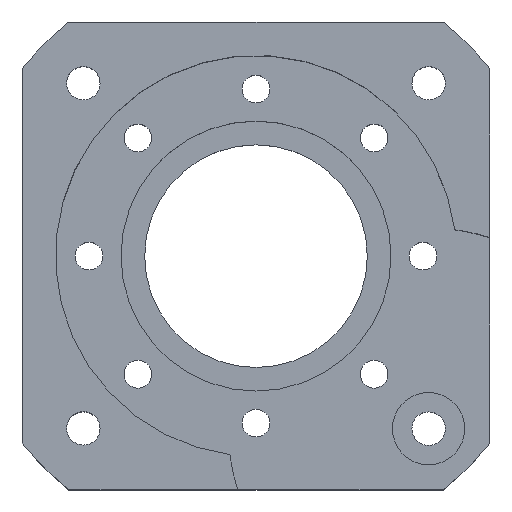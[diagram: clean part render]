
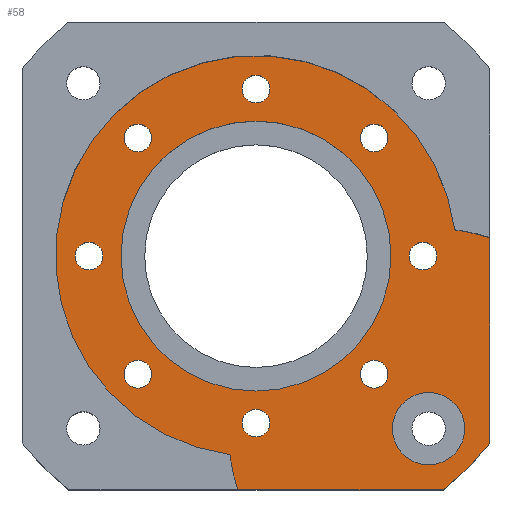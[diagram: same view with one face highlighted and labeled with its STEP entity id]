
A CAD part, top view. The second image highlights one B-rep face of the part: STEP entity #58.
In plain terms, the highlighted planar face has unit normal (0, 0, 1).
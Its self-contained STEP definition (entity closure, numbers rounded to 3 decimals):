
#58=ADVANCED_FACE('',(#118,#120,#122,#124,#126,#128,#130,#132,#134,#136,#138),#140,
.T.);
#118=FACE_BOUND('',#119,.T.);
#119=EDGE_LOOP('',(#666,#667,#668,#669,#670,#671));
#120=FACE_BOUND('',#121,.T.);
#121=EDGE_LOOP('',(#672));
#122=FACE_BOUND('',#123,.T.);
#123=EDGE_LOOP('',(#673));
#124=FACE_BOUND('',#125,.T.);
#125=EDGE_LOOP('',(#674));
#126=FACE_BOUND('',#127,.T.);
#127=EDGE_LOOP('',(#675));
#128=FACE_BOUND('',#129,.T.);
#129=EDGE_LOOP('',(#676));
#130=FACE_BOUND('',#131,.T.);
#131=EDGE_LOOP('',(#677));
#132=FACE_BOUND('',#133,.T.);
#133=EDGE_LOOP('',(#678));
#134=FACE_BOUND('',#135,.T.);
#135=EDGE_LOOP('',(#679));
#136=FACE_BOUND('',#137,.T.);
#137=EDGE_LOOP('',(#680));
#138=FACE_BOUND('',#139,.T.);
#139=EDGE_LOOP('',(#681));
#140=PLANE('',#141);
#141=AXIS2_PLACEMENT_3D('',#142,#143,#144);
#142=CARTESIAN_POINT('',(0.,0.,6.5));
#143=DIRECTION('',(0.,0.,1.));
#144=DIRECTION('',(1.,0.,0.));
#666=ORIENTED_EDGE('',*,*,#880,.T.);
#667=ORIENTED_EDGE('',*,*,#881,.T.);
#668=ORIENTED_EDGE('',*,*,#882,.F.);
#669=ORIENTED_EDGE('',*,*,#883,.F.);
#670=ORIENTED_EDGE('',*,*,#884,.F.);
#671=ORIENTED_EDGE('',*,*,#885,.T.);
#672=ORIENTED_EDGE('',*,*,#886,.T.);
#673=ORIENTED_EDGE('',*,*,#887,.T.);
#674=ORIENTED_EDGE('',*,*,#888,.T.);
#675=ORIENTED_EDGE('',*,*,#889,.T.);
#676=ORIENTED_EDGE('',*,*,#890,.T.);
#677=ORIENTED_EDGE('',*,*,#891,.T.);
#678=ORIENTED_EDGE('',*,*,#892,.T.);
#679=ORIENTED_EDGE('',*,*,#893,.T.);
#680=ORIENTED_EDGE('',*,*,#894,.F.);
#681=ORIENTED_EDGE('',*,*,#895,.T.);
#880=EDGE_CURVE('',#987,#988,#989,.T.);
#881=EDGE_CURVE('',#988,#990,#991,.T.);
#882=EDGE_CURVE('',#992,#990,#993,.T.);
#883=EDGE_CURVE('',#994,#992,#995,.F.);
#884=EDGE_CURVE('',#996,#994,#997,.T.);
#885=EDGE_CURVE('',#996,#987,#998,.T.);
#886=EDGE_CURVE('',#999,#999,#1000,.F.);
#887=EDGE_CURVE('',#1001,#1001,#1002,.F.);
#888=EDGE_CURVE('',#1003,#1003,#1004,.F.);
#889=EDGE_CURVE('',#1005,#1005,#1006,.F.);
#890=EDGE_CURVE('',#1007,#1007,#1008,.F.);
#891=EDGE_CURVE('',#1009,#1009,#1010,.F.);
#892=EDGE_CURVE('',#1011,#1011,#1012,.F.);
#893=EDGE_CURVE('',#1013,#1013,#1014,.F.);
#894=EDGE_CURVE('',#1015,#1015,#1016,.T.);
#895=EDGE_CURVE('',#1017,#1017,#1018,.F.);
#987=VERTEX_POINT('',#1181);
#988=VERTEX_POINT('',#1182);
#989=CIRCLE('',#1183,18.);
#990=VERTEX_POINT('',#1187);
#991=CIRCLE('',#1188,18.);
#992=VERTEX_POINT('',#1192);
#993=LINE('',#1193,#1194);
#994=VERTEX_POINT('',#1196);
#995=CIRCLE('',#1197,26.9);
#996=VERTEX_POINT('',#1201);
#997=LINE('',#1202,#1203);
#998=CIRCLE('',#1205,18.);
#999=VERTEX_POINT('',#1209);
#1000=CIRCLE('',#1210,1.25);
#1001=VERTEX_POINT('',#1214);
#1002=CIRCLE('',#1215,1.25);
#1003=VERTEX_POINT('',#1219);
#1004=CIRCLE('',#1220,1.25);
#1005=VERTEX_POINT('',#1224);
#1006=CIRCLE('',#1225,1.25);
#1007=VERTEX_POINT('',#1229);
#1008=CIRCLE('',#1230,1.25);
#1009=VERTEX_POINT('',#1234);
#1010=CIRCLE('',#1235,1.25);
#1011=VERTEX_POINT('',#1239);
#1012=CIRCLE('',#1240,1.25);
#1013=VERTEX_POINT('',#1244);
#1014=CIRCLE('',#1245,1.25);
#1015=VERTEX_POINT('',#1249);
#1016=CIRCLE('',#1250,3.25);
#1017=VERTEX_POINT('',#1254);
#1018=CIRCLE('',#1255,12.125);
#1181=CARTESIAN_POINT('',(17.846,2.346,6.5));
#1182=CARTESIAN_POINT('',(-2.346,-17.846,6.5));
#1183=AXIS2_PLACEMENT_3D('',#1184,#1185,#1186);
#1184=CARTESIAN_POINT('',(0.,0.,6.5));
#1185=DIRECTION('',(0.,0.,1.));
#1186=DIRECTION('',(0.991,0.13,0.));
#1187=CARTESIAN_POINT('',(-1.639,-21.,6.5));
#1188=AXIS2_PLACEMENT_3D('',#1189,#1190,#1191);
#1189=CARTESIAN_POINT('',(15.5,-15.5,6.5));
#1190=DIRECTION('',(0.,0.,1.));
#1191=DIRECTION('',(-0.991,-0.13,0.));
#1192=CARTESIAN_POINT('',(16.811,-21.,6.5));
#1193=CARTESIAN_POINT('',(16.811,-21.,6.5));
#1194=VECTOR('',#1195,1.);
#1195=DIRECTION('',(-1.,0.,0.));
#1196=CARTESIAN_POINT('',(21.,-16.811,6.5));
#1197=AXIS2_PLACEMENT_3D('',#1198,#1199,#1200);
#1198=CARTESIAN_POINT('',(0.,0.,6.5));
#1199=DIRECTION('',(-0.,0.,1.));
#1200=DIRECTION('',(0.625,-0.781,0.));
#1201=CARTESIAN_POINT('',(21.,1.639,6.5));
#1202=CARTESIAN_POINT('',(21.,1.639,6.5));
#1203=VECTOR('',#1204,1.);
#1204=DIRECTION('',(0.,-1.,0.));
#1205=AXIS2_PLACEMENT_3D('',#1206,#1207,#1208);
#1206=CARTESIAN_POINT('',(15.5,-15.5,6.5));
#1207=DIRECTION('',(0.,0.,1.));
#1208=DIRECTION('',(0.306,0.952,0.));
#1209=CARTESIAN_POINT('',(16.25,0.,6.5));
#1210=AXIS2_PLACEMENT_3D('',#1211,#1212,#1213);
#1211=CARTESIAN_POINT('',(15.,0.,6.5));
#1212=DIRECTION('',(0.,0.,1.));
#1213=DIRECTION('',(1.,0.,0.));
#1214=CARTESIAN_POINT('',(11.49,11.49,6.5));
#1215=AXIS2_PLACEMENT_3D('',#1216,#1217,#1218);
#1216=CARTESIAN_POINT('',(10.607,10.607,6.5));
#1217=DIRECTION('',(0.,0.,1.));
#1218=DIRECTION('',(0.707,0.707,0.));
#1219=CARTESIAN_POINT('',(0.,16.25,6.5));
#1220=AXIS2_PLACEMENT_3D('',#1221,#1222,#1223);
#1221=CARTESIAN_POINT('',(0.,15.,6.5));
#1222=DIRECTION('',(0.,0.,1.));
#1223=DIRECTION('',(0.,1.,0.));
#1224=CARTESIAN_POINT('',(-11.49,11.49,6.5));
#1225=AXIS2_PLACEMENT_3D('',#1226,#1227,#1228);
#1226=CARTESIAN_POINT('',(-10.607,10.607,6.5));
#1227=DIRECTION('',(0.,0.,1.));
#1228=DIRECTION('',(-0.707,0.707,0.));
#1229=CARTESIAN_POINT('',(-16.25,0.,6.5));
#1230=AXIS2_PLACEMENT_3D('',#1231,#1232,#1233);
#1231=CARTESIAN_POINT('',(-15.,0.,6.5));
#1232=DIRECTION('',(0.,0.,1.));
#1233=DIRECTION('',(-1.,0.,0.));
#1234=CARTESIAN_POINT('',(-11.49,-11.49,6.5));
#1235=AXIS2_PLACEMENT_3D('',#1236,#1237,#1238);
#1236=CARTESIAN_POINT('',(-10.607,-10.607,6.5));
#1237=DIRECTION('',(0.,0.,1.));
#1238=DIRECTION('',(-0.707,-0.707,-0.));
#1239=CARTESIAN_POINT('',(0.,-16.25,6.5));
#1240=AXIS2_PLACEMENT_3D('',#1241,#1242,#1243);
#1241=CARTESIAN_POINT('',(0.,-15.,6.5));
#1242=DIRECTION('',(0.,0.,1.));
#1243=DIRECTION('',(0.,-1.,-0.));
#1244=CARTESIAN_POINT('',(11.49,-11.49,6.5));
#1245=AXIS2_PLACEMENT_3D('',#1246,#1247,#1248);
#1246=CARTESIAN_POINT('',(10.607,-10.607,6.5));
#1247=DIRECTION('',(0.,0.,1.));
#1248=DIRECTION('',(0.707,-0.707,0.));
#1249=CARTESIAN_POINT('',(18.75,-15.5,6.5));
#1250=AXIS2_PLACEMENT_3D('',#1251,#1252,#1253);
#1251=CARTESIAN_POINT('',(15.5,-15.5,6.5));
#1252=DIRECTION('',(0.,0.,1.));
#1253=DIRECTION('',(1.,0.,0.));
#1254=CARTESIAN_POINT('',(12.125,0.,6.5));
#1255=AXIS2_PLACEMENT_3D('',#1256,#1257,#1258);
#1256=CARTESIAN_POINT('',(0.,0.,6.5));
#1257=DIRECTION('',(0.,0.,1.));
#1258=DIRECTION('',(1.,0.,0.));
